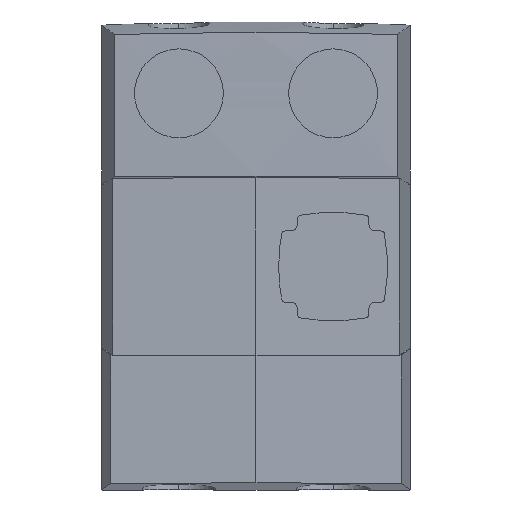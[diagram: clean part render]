
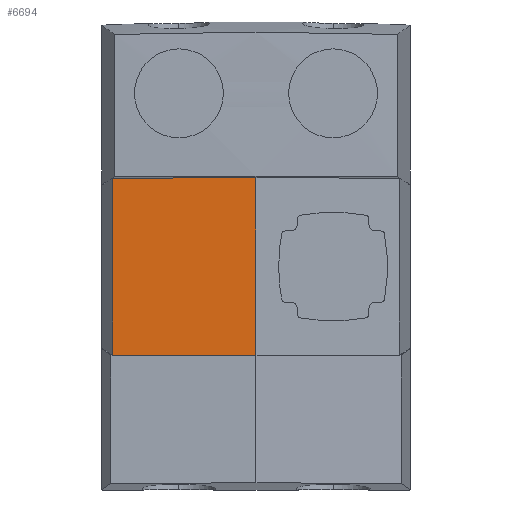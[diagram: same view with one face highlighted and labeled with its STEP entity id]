
A CAD part, top view. The second image highlights one B-rep face of the part: STEP entity #6694.
In plain terms, the highlighted cylindrical face has radius 2500 mm (diameter 5000 mm), a partial arc.
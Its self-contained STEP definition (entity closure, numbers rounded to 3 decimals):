
#18 = CARTESIAN_POINT ( 'NONE',  ( 0., -80., 92.182 ) ) ;
#212 = CARTESIAN_POINT ( 'NONE',  ( -116.333, 71.751, 89.474 ) ) ;
#303 = EDGE_CURVE ( 'NONE', #1120, #4674, #5141, .T. ) ;
#521 = VERTEX_POINT ( 'NONE', #3693 ) ;
#567 = CARTESIAN_POINT ( 'NONE',  ( -116.333, -71.751, 89.474 ) ) ;
#616 = CARTESIAN_POINT ( 'NONE',  ( 0., -72.116, 92.182 ) ) ;
#629 = CARTESIAN_POINT ( 'NONE',  ( 0., 72.116, 92.182 ) ) ;
#662 = CARTESIAN_POINT ( 'NONE',  ( -77.555, 71.994, 91.28 ) ) ;
#666 = DIRECTION ( 'NONE',  ( 0., 1., 0. ) ) ;
#991 = CARTESIAN_POINT ( 'NONE',  ( -19.422, -72.116, 92.182 ) ) ;
#1030 = CYLINDRICAL_SURFACE ( 'NONE', #6629, 2500. ) ;
#1120 = VERTEX_POINT ( 'NONE', #6564 ) ;
#1416 = CARTESIAN_POINT ( 'NONE',  ( -58.233, -72.055, 91.729 ) ) ;
#1481 = VECTOR ( 'NONE', #6295, 1000. ) ;
#1643 = CARTESIAN_POINT ( 'NONE',  ( -96.977, -71.872, 90.376 ) ) ;
#2047 = VERTEX_POINT ( 'NONE', #567 ) ;
#2135 = DIRECTION ( 'NONE',  ( 0., 0., 1. ) ) ;
#2144 = LINE ( 'NONE', #3255, #1481 ) ;
#2621 = VECTOR ( 'NONE', #3539, 1000. ) ;
#3098 = EDGE_CURVE ( 'NONE', #1120, #2047, #4458, .T. ) ;
#3120 = CARTESIAN_POINT ( 'NONE',  ( 0., -80., -2407.818 ) ) ;
#3182 = ORIENTED_EDGE ( 'NONE', *, *, #3098, .F. ) ;
#3255 = CARTESIAN_POINT ( 'NONE',  ( -116.333, -80., 89.474 ) ) ;
#3298 = CARTESIAN_POINT ( 'NONE',  ( -116.333, -71.751, 89.474 ) ) ;
#3539 = DIRECTION ( 'NONE',  ( 0., 1., 0. ) ) ;
#3615 = ORIENTED_EDGE ( 'NONE', *, *, #3928, .F. ) ;
#3630 = B_SPLINE_CURVE_WITH_KNOTS ( 'NONE', 3,
 ( #212, #662, #6284, #629 ),
 .UNSPECIFIED., .F., .F.,
 ( 4, 4 ),
 ( 0.014, 0.13 ),
 .UNSPECIFIED. ) ;
#3693 = CARTESIAN_POINT ( 'NONE',  ( -116.333, 71.751, 89.474 ) ) ;
#3928 = EDGE_CURVE ( 'NONE', #2047, #521, #2144, .T. ) ;
#4458 = B_SPLINE_CURVE_WITH_KNOTS ( 'NONE', 3,
 ( #616, #991, #1416, #1643, #3298 ),
 .UNSPECIFIED., .F., .F.,
 ( 4, 1, 4 ),
 ( 9.558, 9.616, 9.674 ),
 .UNSPECIFIED. ) ;
#4674 = VERTEX_POINT ( 'NONE', #6058 ) ;
#5141 = LINE ( 'NONE', #18, #2621 ) ;
#5224 = ORIENTED_EDGE ( 'NONE', *, *, #6301, .F. ) ;
#5235 = FACE_OUTER_BOUND ( 'NONE', #5796, .T. ) ;
#5796 = EDGE_LOOP ( 'NONE', ( #3182, #6066, #5224, #3615 ) ) ;
#6058 = CARTESIAN_POINT ( 'NONE',  ( 0., 72.116, 92.182 ) ) ;
#6066 = ORIENTED_EDGE ( 'NONE', *, *, #303, .T. ) ;
#6284 = CARTESIAN_POINT ( 'NONE',  ( -38.778, 72.116, 92.182 ) ) ;
#6295 = DIRECTION ( 'NONE',  ( 0., 1., 0. ) ) ;
#6301 = EDGE_CURVE ( 'NONE', #521, #4674, #3630, .T. ) ;
#6564 = CARTESIAN_POINT ( 'NONE',  ( 0., -72.116, 92.182 ) ) ;
#6629 = AXIS2_PLACEMENT_3D ( 'NONE', #3120, #666, #2135 ) ;
#6694 = ADVANCED_FACE ( 'NONE', ( #5235 ), #1030, .T. ) ;
